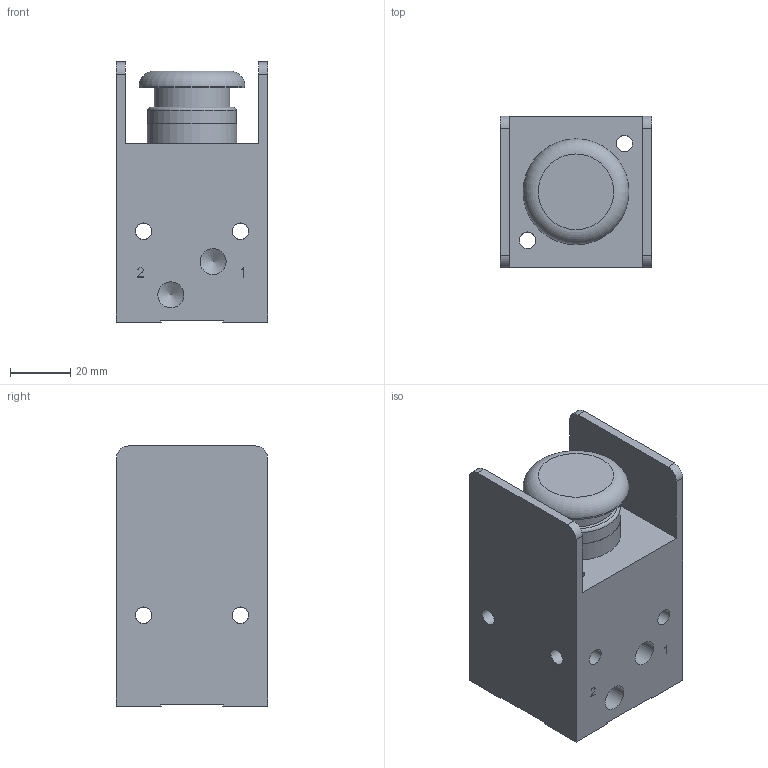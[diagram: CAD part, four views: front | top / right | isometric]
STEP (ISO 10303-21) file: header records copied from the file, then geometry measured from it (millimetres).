
FILE_DESCRIPTION(/* description */ (''),/* implementation_level */ '2;1');
FILE_NAME(/* name */ 'st_18_310.stp',/* time_stamp */ '2017-01-13T15:50:18+01:00',/* author */ ('hamoud'),/* organization */ (''),/* preprocessor_version */ 'ST-DEVELOPER v15.6',/* originating_system */ 'Autodesk Inventor LT ',/* authorisation */ '');
FILE_SCHEMA (('AUTOMOTIVE_DESIGN { 1 0 10303 214 3 1 1 }'));
Length unit declared in the file: millimetre
Products named in the file (1): st_18_310
Bounding box: 50 x 50 x 86 mm (x, y, z)
Volume: 162224.9 mm3; surface area: 30501.4 mm2
Topology: 1 solids, 1 shells, 129 faces, 375 edges, 245 vertices
Faces by surface type: plane 94, cylinder 31, torus 2, cone 2
Full cylindrical faces by diameter (mm): 5.5 x16, 8.566 x2, 9 x1, 25 x1, 29.3 x1, 29.5 x1, 35 x1
Entity records: 4027 total; most frequent: CARTESIAN_POINT 693, DIRECTION 669, ORIENTED_EDGE 666, EDGE_CURVE 333, LINE 257, VECTOR 257, VERTEX_POINT 230, AXIS2_PLACEMENT_3D 206
